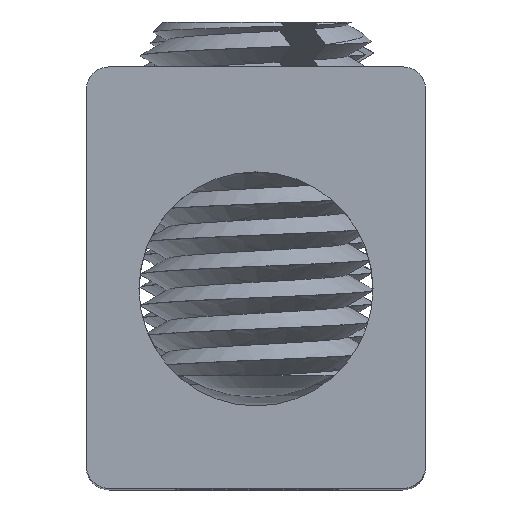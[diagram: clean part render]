
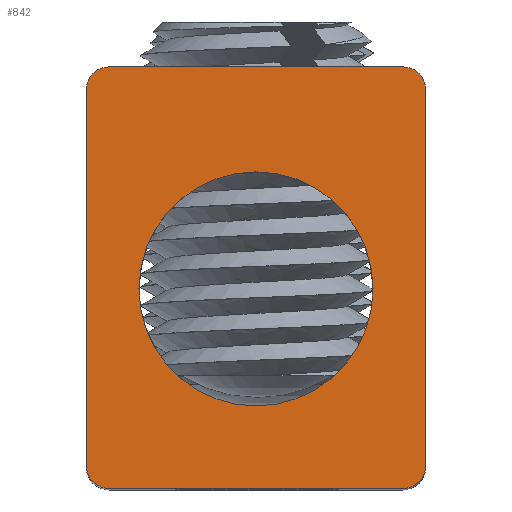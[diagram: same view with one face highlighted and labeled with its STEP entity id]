
A CAD part, top view. The second image highlights one B-rep face of the part: STEP entity #842.
In plain terms, the highlighted planar face has unit normal (0, 0, 1).
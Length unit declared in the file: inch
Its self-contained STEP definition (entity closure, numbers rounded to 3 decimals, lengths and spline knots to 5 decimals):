
#154=CARTESIAN_POINT('',(0.1955,0.562,0.0));
#155=VERTEX_POINT('',#154);
#170=CARTESIAN_POINT('',(-0.1955,0.562,0.0));
#171=VERTEX_POINT('',#170);
#178=CARTESIAN_POINT('',(-0.1955,0.562,0.0));
#179=DIRECTION('',(1.0,0.0,0.0));
#180=VECTOR('',#179,0.391);
#181=LINE('',#178,#180);
#182=EDGE_CURVE('',#171,#155,#181,.T.);
#722=CARTESIAN_POINT('',(0.2265,0.031,0.0));
#723=VERTEX_POINT('',#722);
#730=CARTESIAN_POINT('',(0.1955,0.,0.0));
#731=VERTEX_POINT('',#730);
#732=CARTESIAN_POINT('',(0.1955,0.031,0.0));
#733=DIRECTION('',(0.0,0.0,-1.));
#734=DIRECTION('',(0.707,-0.707,0.0));
#735=AXIS2_PLACEMENT_3D('',#732,#733,#734);
#736=CIRCLE('',#735,0.031);
#737=EDGE_CURVE('',#723,#731,#736,.T.);
#754=CARTESIAN_POINT('',(-0.1955,0.,0.0));
#755=VERTEX_POINT('',#754);
#756=CARTESIAN_POINT('',(0.1955,0.,0.0));
#757=DIRECTION('',(-1.0,0.0,0.0));
#758=VECTOR('',#757,0.391);
#759=LINE('',#756,#758);
#760=EDGE_CURVE('',#731,#755,#759,.T.);
#782=CARTESIAN_POINT('',(0.,0.281,0.0));
#783=DIRECTION('',(0.0,0.0,1.0));
#784=DIRECTION('',(1.0,0.0,0.0));
#785=AXIS2_PLACEMENT_3D('',#782,#783,#784);
#786=PLANE('',#785);
#787=ORIENTED_EDGE('',*,*,#737,.F.);
#788=CARTESIAN_POINT('',(0.2265,0.531,0.0));
#789=VERTEX_POINT('',#788);
#790=CARTESIAN_POINT('',(0.2265,0.531,0.0));
#791=DIRECTION('',(0.0,-1.0,0.0));
#792=VECTOR('',#791,0.5);
#793=LINE('',#790,#792);
#794=EDGE_CURVE('',#789,#723,#793,.T.);
#795=ORIENTED_EDGE('',*,*,#794,.F.);
#796=CARTESIAN_POINT('',(0.1955,0.531,0.0));
#797=DIRECTION('',(0.0,0.0,-1.0));
#798=DIRECTION('',(0.707,0.707,0.0));
#799=AXIS2_PLACEMENT_3D('',#796,#797,#798);
#800=CIRCLE('',#799,0.031);
#801=EDGE_CURVE('',#155,#789,#800,.T.);
#802=ORIENTED_EDGE('',*,*,#801,.F.);
#803=ORIENTED_EDGE('',*,*,#182,.F.);
#804=CARTESIAN_POINT('',(-0.2265,0.531,0.0));
#805=VERTEX_POINT('',#804);
#806=CARTESIAN_POINT('',(-0.1955,0.531,0.0));
#807=DIRECTION('',(0.0,0.0,-1.0));
#808=DIRECTION('',(-0.707,0.707,0.0));
#809=AXIS2_PLACEMENT_3D('',#806,#807,#808);
#810=CIRCLE('',#809,0.031);
#811=EDGE_CURVE('',#805,#171,#810,.T.);
#812=ORIENTED_EDGE('',*,*,#811,.F.);
#813=CARTESIAN_POINT('',(-0.2265,0.031,0.0));
#814=VERTEX_POINT('',#813);
#815=CARTESIAN_POINT('',(-0.2265,0.031,0.0));
#816=DIRECTION('',(0.0,1.0,0.0));
#817=VECTOR('',#816,0.5);
#818=LINE('',#815,#817);
#819=EDGE_CURVE('',#814,#805,#818,.T.);
#820=ORIENTED_EDGE('',*,*,#819,.F.);
#821=CARTESIAN_POINT('',(-0.1955,0.031,0.0));
#822=DIRECTION('',(0.0,0.0,-1.0));
#823=DIRECTION('',(-0.707,-0.707,0.0));
#824=AXIS2_PLACEMENT_3D('',#821,#822,#823);
#825=CIRCLE('',#824,0.031);
#826=EDGE_CURVE('',#755,#814,#825,.T.);
#827=ORIENTED_EDGE('',*,*,#826,.F.);
#828=ORIENTED_EDGE('',*,*,#760,.F.);
#829=EDGE_LOOP('',(#787,#795,#802,#803,#812,#820,#827,#828));
#830=FACE_OUTER_BOUND('',#829,.T.);
#831=CARTESIAN_POINT('',(0.156,0.266,0.0));
#832=VERTEX_POINT('',#831);
#833=CARTESIAN_POINT('',(0.0,0.266,0.0));
#834=DIRECTION('',(0.0,0.0,-1.0));
#835=DIRECTION('',(-1.0,0.0,0.0));
#836=AXIS2_PLACEMENT_3D('',#833,#834,#835);
#837=CIRCLE('',#836,0.156);
#838=EDGE_CURVE('',#832,#832,#837,.T.);
#839=ORIENTED_EDGE('',*,*,#838,.T.);
#840=EDGE_LOOP('',(#839));
#841=FACE_BOUND('',#840,.T.);
#842=ADVANCED_FACE('',(#830,#841),#786,.T.);
